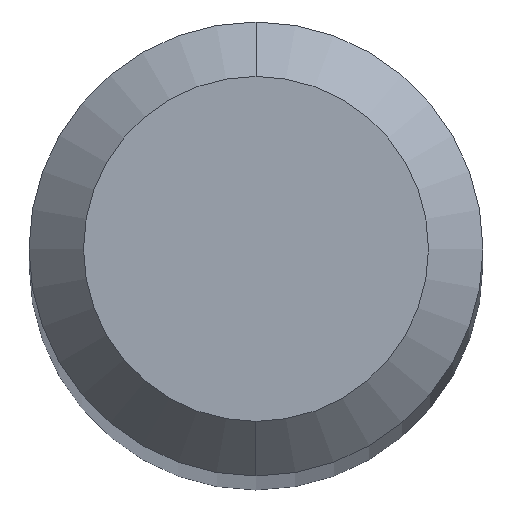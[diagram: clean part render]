
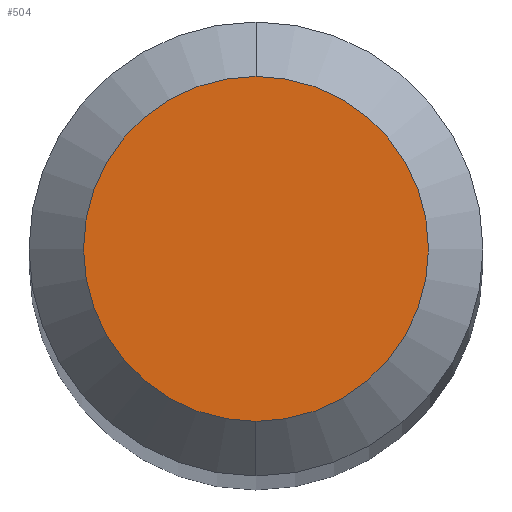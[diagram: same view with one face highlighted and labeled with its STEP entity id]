
A CAD part, top view. The second image highlights one B-rep face of the part: STEP entity #504.
In plain terms, the highlighted planar face has unit normal (0, 0, 1).
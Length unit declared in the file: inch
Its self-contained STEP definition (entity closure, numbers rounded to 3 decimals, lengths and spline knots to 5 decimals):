
#44 = FACE_OUTER_BOUND ( 'NONE', #403, .T. ) ;
#45 = DIRECTION ( 'NONE',  ( 0., 0., -1. ) ) ;
#48 = PLANE ( 'NONE',  #424 ) ;
#52 = CIRCLE ( 'NONE', #132, 0.0475 ) ;
#54 = ORIENTED_EDGE ( 'NONE', *, *, #490, .T. ) ;
#60 = VERTEX_POINT ( 'NONE', #488 ) ;
#89 = DIRECTION ( 'NONE',  ( 0., -1., 0. ) ) ;
#132 = AXIS2_PLACEMENT_3D ( 'NONE', #353, #387, #242 ) ;
#225 = CIRCLE ( 'NONE', #250, 0.0475 ) ;
#242 = DIRECTION ( 'NONE',  ( 0., -1., 0. ) ) ;
#247 = DIRECTION ( 'NONE',  ( 0., 0., 1. ) ) ;
#250 = AXIS2_PLACEMENT_3D ( 'NONE', #310, #247, #89 ) ;
#310 = CARTESIAN_POINT ( 'NONE',  ( 0., 0., 0. ) ) ;
#319 = CARTESIAN_POINT ( 'NONE',  ( 0., 0.0475, 0. ) ) ;
#353 = CARTESIAN_POINT ( 'NONE',  ( 0., 0., 0. ) ) ;
#387 = DIRECTION ( 'NONE',  ( 0., 0., 1. ) ) ;
#393 = DIRECTION ( 'NONE',  ( 0., 1., 0. ) ) ;
#403 = EDGE_LOOP ( 'NONE', ( #54, #442 ) ) ;
#424 = AXIS2_PLACEMENT_3D ( 'NONE', #319, #45, #393 ) ;
#429 = CARTESIAN_POINT ( 'NONE',  ( 0., -0.0475, 0. ) ) ;
#440 = VERTEX_POINT ( 'NONE', #429 ) ;
#442 = ORIENTED_EDGE ( 'NONE', *, *, #489, .T. ) ;
#488 = CARTESIAN_POINT ( 'NONE',  ( 0., 0.0475, 0. ) ) ;
#489 = EDGE_CURVE ( 'NONE', #440, #60, #225, .T. ) ;
#490 = EDGE_CURVE ( 'NONE', #60, #440, #52, .T. ) ;
#504 = ADVANCED_FACE ( 'NONE', ( #44 ), #48, .F. ) ;
